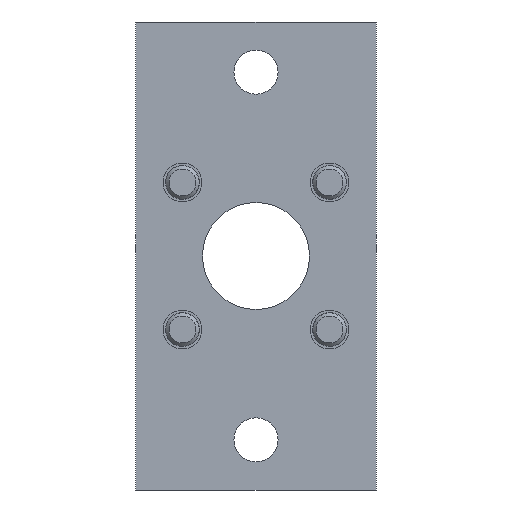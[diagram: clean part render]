
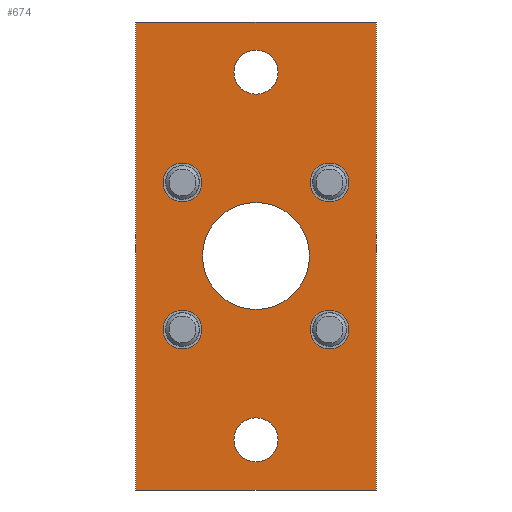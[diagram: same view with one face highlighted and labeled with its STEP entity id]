
A CAD part, front view. The second image highlights one B-rep face of the part: STEP entity #674.
In plain terms, the highlighted planar face has unit normal (0, -1, 0).
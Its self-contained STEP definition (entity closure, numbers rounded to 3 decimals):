
#60=LINE('',#1082,#90);
#64=LINE('',#1091,#94);
#67=LINE('',#1097,#97);
#70=LINE('',#1108,#100);
#90=VECTOR('',#864,1000.);
#94=VECTOR('',#870,1000.);
#97=VECTOR('',#875,1000.);
#100=VECTOR('',#886,1000.);
#125=PLANE('',#766);
#182=ORIENTED_EDGE('',*,*,#305,.T.);
#183=ORIENTED_EDGE('',*,*,#303,.T.);
#184=ORIENTED_EDGE('',*,*,#301,.T.);
#185=ORIENTED_EDGE('',*,*,#307,.T.);
#186=ORIENTED_EDGE('',*,*,#329,.T.);
#187=ORIENTED_EDGE('',*,*,#330,.T.);
#188=ORIENTED_EDGE('',*,*,#320,.T.);
#189=ORIENTED_EDGE('',*,*,#309,.F.);
#190=ORIENTED_EDGE('',*,*,#321,.F.);
#191=ORIENTED_EDGE('',*,*,#316,.F.);
#192=ORIENTED_EDGE('',*,*,#313,.F.);
#301=EDGE_CURVE('',#379,#379,#436,.T.);
#303=EDGE_CURVE('',#381,#381,#438,.T.);
#305=EDGE_CURVE('',#383,#383,#440,.T.);
#307=EDGE_CURVE('',#385,#385,#442,.T.);
#309=EDGE_CURVE('',#387,#388,#60,.T.);
#313=EDGE_CURVE('',#388,#391,#64,.T.);
#316=EDGE_CURVE('',#391,#393,#67,.T.);
#320=EDGE_CURVE('',#396,#396,#445,.T.);
#321=EDGE_CURVE('',#393,#387,#70,.T.);
#329=EDGE_CURVE('',#403,#403,#452,.T.);
#330=EDGE_CURVE('',#404,#404,#453,.T.);
#379=VERTEX_POINT('',#1063);
#381=VERTEX_POINT('',#1068);
#383=VERTEX_POINT('',#1073);
#385=VERTEX_POINT('',#1078);
#387=VERTEX_POINT('',#1083);
#388=VERTEX_POINT('',#1084);
#391=VERTEX_POINT('',#1092);
#393=VERTEX_POINT('',#1098);
#396=VERTEX_POINT('',#1106);
#403=VERTEX_POINT('',#1125);
#404=VERTEX_POINT('',#1127);
#436=CIRCLE('',#741,2.9);
#438=CIRCLE('',#744,2.9);
#440=CIRCLE('',#747,2.9);
#442=CIRCLE('',#750,2.9);
#445=CIRCLE('',#757,8.);
#452=CIRCLE('',#767,3.3);
#453=CIRCLE('',#768,3.3);
#500=EDGE_LOOP('',(#182));
#501=EDGE_LOOP('',(#183));
#502=EDGE_LOOP('',(#184));
#503=EDGE_LOOP('',(#185));
#504=EDGE_LOOP('',(#186));
#505=EDGE_LOOP('',(#187));
#506=EDGE_LOOP('',(#188));
#507=EDGE_LOOP('',(#189,#190,#191,#192));
#586=FACE_BOUND('',#500,.T.);
#587=FACE_BOUND('',#501,.T.);
#588=FACE_BOUND('',#502,.T.);
#589=FACE_BOUND('',#503,.T.);
#590=FACE_BOUND('',#504,.T.);
#591=FACE_BOUND('',#505,.T.);
#592=FACE_BOUND('',#506,.T.);
#593=FACE_BOUND('',#507,.T.);
#674=ADVANCED_FACE('',(#586,#587,#588,#589,#590,#591,#592,#593),#125,.F.);
#741=AXIS2_PLACEMENT_3D('',#1062,#840,#841);
#744=AXIS2_PLACEMENT_3D('',#1067,#846,#847);
#747=AXIS2_PLACEMENT_3D('',#1072,#852,#853);
#750=AXIS2_PLACEMENT_3D('',#1077,#858,#859);
#757=AXIS2_PLACEMENT_3D('',#1105,#882,#883);
#766=AXIS2_PLACEMENT_3D('',#1123,#902,#903);
#767=AXIS2_PLACEMENT_3D('',#1124,#904,#905);
#768=AXIS2_PLACEMENT_3D('',#1126,#906,#907);
#840=DIRECTION('',(0.,1.,0.));
#841=DIRECTION('',(1.,0.,0.));
#846=DIRECTION('',(0.,1.,0.));
#847=DIRECTION('',(1.,0.,0.));
#852=DIRECTION('',(0.,1.,0.));
#853=DIRECTION('',(1.,0.,0.));
#858=DIRECTION('',(0.,1.,0.));
#859=DIRECTION('',(1.,0.,0.));
#864=DIRECTION('',(0.,0.,1.));
#870=DIRECTION('',(1.,0.,0.));
#875=DIRECTION('',(0.,0.,-1.));
#882=DIRECTION('',(0.,1.,0.));
#883=DIRECTION('',(1.,0.,0.));
#886=DIRECTION('',(-1.,0.,0.));
#902=DIRECTION('',(0.,1.,0.));
#903=DIRECTION('',(0.,0.,1.));
#904=DIRECTION('',(0.,1.,0.));
#905=DIRECTION('',(1.,0.,0.));
#906=DIRECTION('',(0.,1.,0.));
#907=DIRECTION('',(1.,0.,0.));
#1062=CARTESIAN_POINT('',(11.,0.,-11.));
#1063=CARTESIAN_POINT('',(13.9,0.,-11.));
#1067=CARTESIAN_POINT('',(-11.,0.,-11.));
#1068=CARTESIAN_POINT('',(-8.1,0.,-11.));
#1072=CARTESIAN_POINT('',(11.,0.,11.));
#1073=CARTESIAN_POINT('',(13.9,0.,11.));
#1077=CARTESIAN_POINT('',(-11.,0.,11.));
#1078=CARTESIAN_POINT('',(-8.1,0.,11.));
#1082=CARTESIAN_POINT('',(-18.,0.,-35.));
#1083=CARTESIAN_POINT('',(-18.,0.,-35.));
#1084=CARTESIAN_POINT('',(-18.,0.,35.));
#1091=CARTESIAN_POINT('',(-18.,0.,35.));
#1092=CARTESIAN_POINT('',(18.,0.,35.));
#1097=CARTESIAN_POINT('',(18.,0.,35.));
#1098=CARTESIAN_POINT('',(18.,0.,-35.));
#1105=CARTESIAN_POINT('',(0.,0.,0.));
#1106=CARTESIAN_POINT('',(8.,0.,0.));
#1108=CARTESIAN_POINT('',(18.,0.,-35.));
#1123=CARTESIAN_POINT('',(0.,0.,0.));
#1124=CARTESIAN_POINT('',(0.,0.,-27.5));
#1125=CARTESIAN_POINT('',(3.3,0.,-27.5));
#1126=CARTESIAN_POINT('',(0.,0.,27.5));
#1127=CARTESIAN_POINT('',(3.3,0.,27.5));
